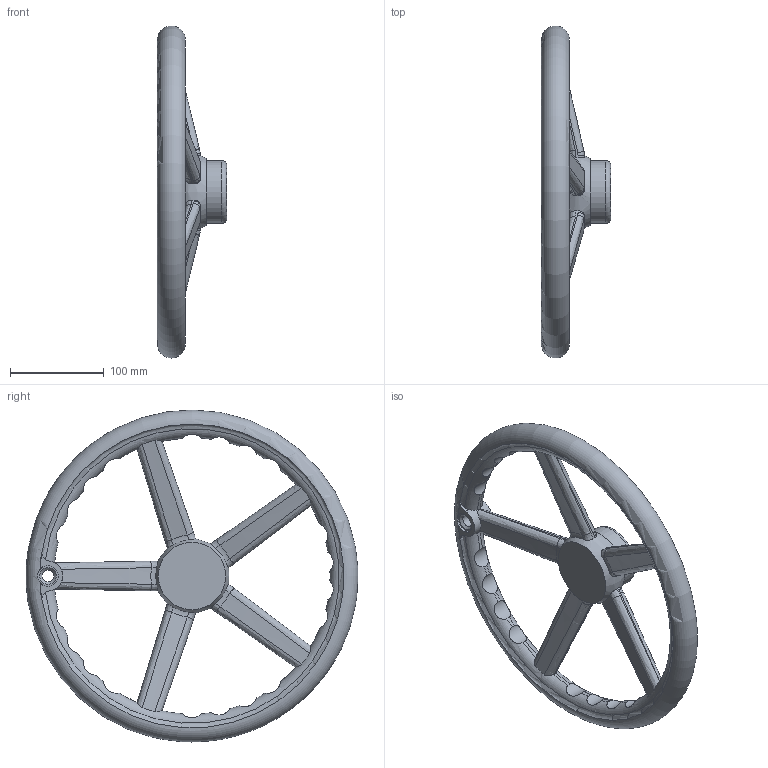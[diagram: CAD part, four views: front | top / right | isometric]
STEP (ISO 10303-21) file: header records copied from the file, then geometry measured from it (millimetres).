
FILE_DESCRIPTION(/* description */ (''),/* implementation_level */ '2;1');
FILE_NAME(/* name */ 'P_355_N.dxf',/* time_stamp */ '2012-11-23T17:27:44+08:00',/* author */ (''),/* organization */ (''),/* preprocessor_version */ 'ST-DEVELOPER v9',/* originating_system */ 'UGS - NX 4.0',/* authorisation */ '');
FILE_SCHEMA (('CONFIG_CONTROL_DESIGN'));
Length unit declared in the file: millimetre
Products named in the file (1): AdmiB75Exoxr
Bounding box: 74 x 354.72 x 354.72 mm (x, y, z)
Volume: 1095036.4 mm3; surface area: 155646.4 mm2
Topology: 1 solids, 1 shells, 161 faces, 448 edges, 287 vertices
Faces by surface type: cylinder 71, bspline 41, plane 23, torus 15, cone 11
Full cylindrical faces by diameter (mm): 13 x1, 22.1 x1, 67 x1
Entity records: 6347 total; most frequent: CARTESIAN_POINT 2633, ORIENTED_EDGE 866, DIRECTION 620, EDGE_CURVE 433, VERTEX_POINT 281, AXIS2_PLACEMENT_3D 270, B_SPLINE_CURVE_WITH_KNOTS 204, EDGE_LOOP 180
